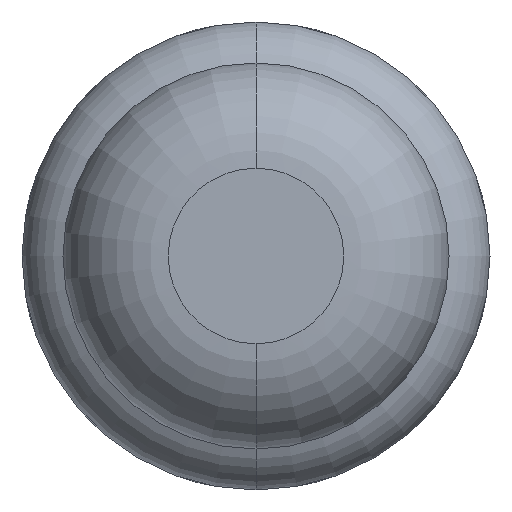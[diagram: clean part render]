
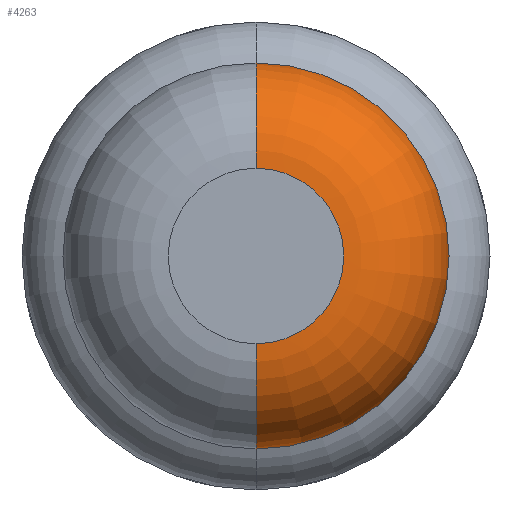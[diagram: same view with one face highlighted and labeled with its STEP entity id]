
A CAD part, front view. The second image highlights one B-rep face of the part: STEP entity #4263.
In plain terms, the highlighted toroidal (fillet/blend) face has major radius 0.375 mm and minor radius 0.45 mm.
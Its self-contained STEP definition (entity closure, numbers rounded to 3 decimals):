
#114 = DIRECTION ( 'NONE',  ( 0., 1., 0. ) ) ;
#202 = AXIS2_PLACEMENT_3D ( 'NONE', #4241, #414, #4636 ) ;
#414 = DIRECTION ( 'NONE',  ( 0., 1., 0. ) ) ;
#519 = DIRECTION ( 'NONE',  ( 0., 1., 0. ) ) ;
#525 = DIRECTION ( 'NONE',  ( 0., 0., 1. ) ) ;
#669 = CARTESIAN_POINT ( 'NONE',  ( 0., -26.95, -0.825 ) ) ;
#856 = DIRECTION ( 'NONE',  ( -1., 0., 0. ) ) ;
#1038 = AXIS2_PLACEMENT_3D ( 'NONE', #2873, #519, #3259 ) ;
#1231 = VERTEX_POINT ( 'NONE', #2378 ) ;
#1350 = ORIENTED_EDGE ( 'NONE', *, *, #1804, .T. ) ;
#1644 = CIRCLE ( 'NONE', #1038, 0.375 ) ;
#1690 = CARTESIAN_POINT ( 'NONE',  ( 0., -26.95, -0.375 ) ) ;
#1804 = EDGE_CURVE ( 'Defeature ausgef�hrt1_8+Defeature ausgef�hrt1_7+Defeature ausgef�hrt1_7+Defeature ausgef�hrt1_7', #1231, #3179, #1644, .T. ) ;
#1950 = ORIENTED_EDGE ( 'NONE', *, *, #3119, .F. ) ;
#2057 = DIRECTION ( 'NONE',  ( 0., 0., 1. ) ) ;
#2064 = DIRECTION ( 'NONE',  ( 0., 0., -1. ) ) ;
#2241 = EDGE_CURVE ( 'NONE', #3179, #4700, #4946, .T. ) ;
#2305 = EDGE_CURVE ( 'Defeature ausgef�hrt1_9+Defeature ausgef�hrt1_8+Defeature ausgef�hrt1_8+Defeature ausgef�hrt1_8', #4614, #4700, #2747, .T. ) ;
#2378 = CARTESIAN_POINT ( 'NONE',  ( 0., -27.4, 0.375 ) ) ;
#2668 = FACE_OUTER_BOUND ( 'NONE', #2732, .T. ) ;
#2732 = EDGE_LOOP ( 'NONE', ( #1350, #4135, #5075, #1950 ) ) ;
#2747 = CIRCLE ( 'NONE', #4618, 0.825 ) ;
#2856 = CARTESIAN_POINT ( 'NONE',  ( 0., -26.95, 0.825 ) ) ;
#2873 = CARTESIAN_POINT ( 'NONE',  ( 0., -27.4, 0. ) ) ;
#2886 = DIRECTION ( 'NONE',  ( 1., 0., 0. ) ) ;
#3053 = AXIS2_PLACEMENT_3D ( 'NONE', #3658, #856, #2057 ) ;
#3119 = EDGE_CURVE ( 'NONE', #1231, #4614, #3411, .T. ) ;
#3179 = VERTEX_POINT ( 'NONE', #4425 ) ;
#3259 = DIRECTION ( 'NONE',  ( 0., 0., 1. ) ) ;
#3411 = CIRCLE ( 'NONE', #3053, 0.45 ) ;
#3658 = CARTESIAN_POINT ( 'NONE',  ( 0., -26.95, 0.375 ) ) ;
#4004 = AXIS2_PLACEMENT_3D ( 'NONE', #1690, #2886, #2064 ) ;
#4135 = ORIENTED_EDGE ( 'NONE', *, *, #2241, .T. ) ;
#4241 = CARTESIAN_POINT ( 'NONE',  ( 0., -26.95, 0. ) ) ;
#4263 = ADVANCED_FACE ( 'Defeature ausgef�hrt1_8', ( #2668 ), #4265, .T. ) ;
#4265 = TOROIDAL_SURFACE ( 'NONE', #202, 0.375, 0.45 ) ;
#4425 = CARTESIAN_POINT ( 'NONE',  ( 0., -27.4, -0.375 ) ) ;
#4614 = VERTEX_POINT ( 'NONE', #2856 ) ;
#4618 = AXIS2_PLACEMENT_3D ( 'NONE', #4906, #114, #525 ) ;
#4636 = DIRECTION ( 'NONE',  ( 0., 0., 1. ) ) ;
#4700 = VERTEX_POINT ( 'NONE', #669 ) ;
#4906 = CARTESIAN_POINT ( 'NONE',  ( 0., -26.95, 0. ) ) ;
#4946 = CIRCLE ( 'NONE', #4004, 0.45 ) ;
#5075 = ORIENTED_EDGE ( 'NONE', *, *, #2305, .F. ) ;
